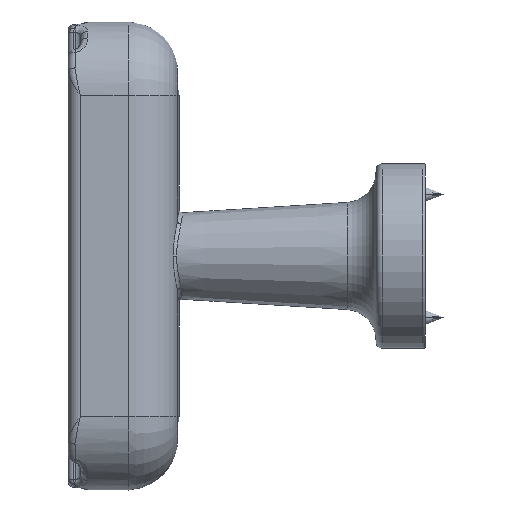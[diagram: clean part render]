
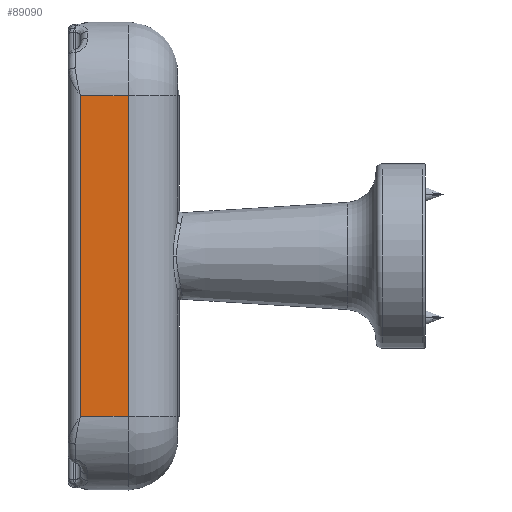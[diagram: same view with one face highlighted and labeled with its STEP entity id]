
A CAD part, left-side view. The second image highlights one B-rep face of the part: STEP entity #89090.
In plain terms, the highlighted planar face has unit normal (-1, 0, 0).
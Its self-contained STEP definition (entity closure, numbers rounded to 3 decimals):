
#4310=CARTESIAN_POINT('',(0.,8.,-204.));
#4320=VERTEX_POINT('',#4310);
#4350=CARTESIAN_POINT('',(0.,-1.2,-204.));
#4360=DIRECTION('',(0.,1.,0.));
#4370=VECTOR('',#4360,1.);
#4380=LINE('',#4350,#4370);
#4390=CARTESIAN_POINT('',(0.,4.125,-204.));
#4400=VERTEX_POINT('',#4390);
#4410=EDGE_CURVE('',#4400,#4320,#4380,.T.);
#58330=CARTESIAN_POINT('',(0.,8.,-178.));
#58340=VERTEX_POINT('',#58330);
#58370=CARTESIAN_POINT('',(0.,8.,0.));
#58380=DIRECTION('',(0.,0.,1.));
#58390=VECTOR('',#58380,1.);
#58400=LINE('',#58370,#58390);
#58410=EDGE_CURVE('',#4320,#58340,#58400,.T.);
#88860=CARTESIAN_POINT('',(0.,2.25,0.));
#88870=DIRECTION('',(-1.,0.,0.));
#88880=DIRECTION('',(0.,1.,0.));
#88890=AXIS2_PLACEMENT_3D('',#88860,#88870,#88880);
#88900=PLANE('',#88890);
#88910=CARTESIAN_POINT('',(0.,-1.2,-178.));
#88920=DIRECTION('',(0.,1.,0.));
#88930=VECTOR('',#88920,1.);
#88940=LINE('',#88910,#88930);
#88950=CARTESIAN_POINT('',(0.,4.125,-178.))
;
#88960=VERTEX_POINT('',#88950);
#88970=EDGE_CURVE('',#88960,#58340,#88940,.T.);
#88980=ORIENTED_EDGE('',*,*,#88970,.T.);
#88990=CARTESIAN_POINT('',(0.,4.125,-204.)
);
#89000=DIRECTION('',(0.,0.,1.));
#89010=VECTOR('',#89000,1.);
#89020=LINE('',#88990,#89010);
#89030=EDGE_CURVE('',#4400,#88960,#89020,.T.);
#89040=ORIENTED_EDGE('',*,*,#89030,.T.);
#89050=ORIENTED_EDGE('',*,*,#4410,.F.);
#89060=ORIENTED_EDGE('',*,*,#58410,.F.);
#89070=EDGE_LOOP('',(#89060,#89050,#89040,#88980));
#89080=FACE_OUTER_BOUND('',#89070,.T.);
#89090=ADVANCED_FACE('',(#89080),#88900,.T.);
